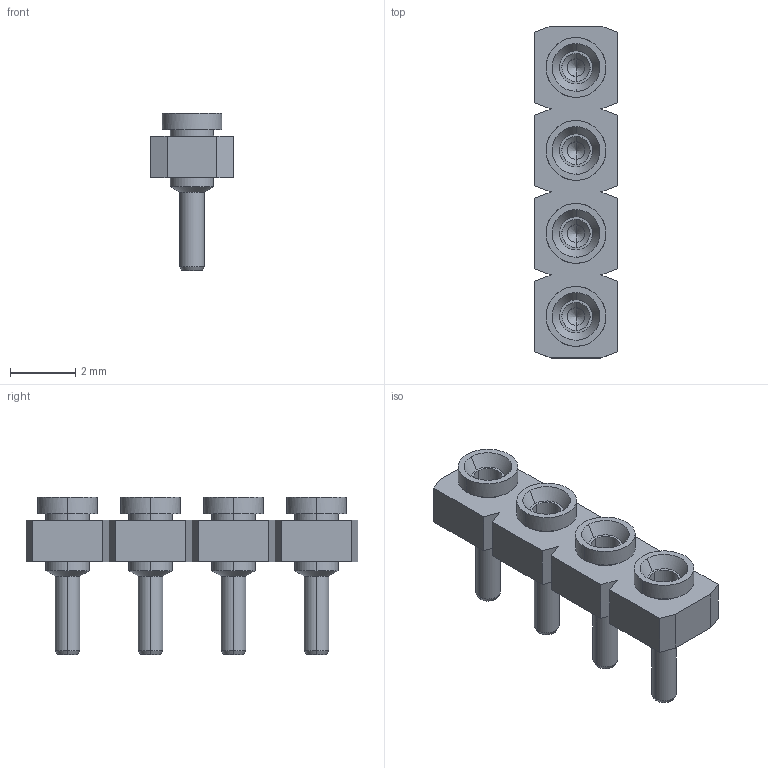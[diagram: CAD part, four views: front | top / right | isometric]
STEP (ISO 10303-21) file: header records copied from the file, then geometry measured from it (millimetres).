
FILE_DESCRIPTION(/* description */ (''),/* implementation_level */ '2;1');
FILE_NAME(/* name */ 'SL-104~1',/* time_stamp */ '2020-01-15T13:25:56+01:00',/* author */ (''),/* organization */ (''),/* preprocessor_version */ 'ST-DEVELOPER v15',/* originating_system */ '',/* authorisation */ '');
FILE_SCHEMA (('AUTOMOTIVE_DESIGN'));
Length unit declared in the file: millimetre
Products named in the file (1): Document
Bounding box: 2.54 x 10.16 x 4.83 mm (x, y, z)
Volume: 37.7 mm3; surface area: 219.6 mm2
Topology: 5 solids, 5 shells, 152 faces, 350 edges, 216 vertices
Faces by surface type: bspline 104, plane 48
Entity records: 4556 total; most frequent: CARTESIAN_POINT 2406, ORIENTED_EDGE 684, EDGE_CURVE 342, VERTEX_POINT 216, B_SPLINE_CURVE_WITH_KNOTS 182, EDGE_LOOP 176, ADVANCED_FACE 152, FACE_OUTER_BOUND 152
